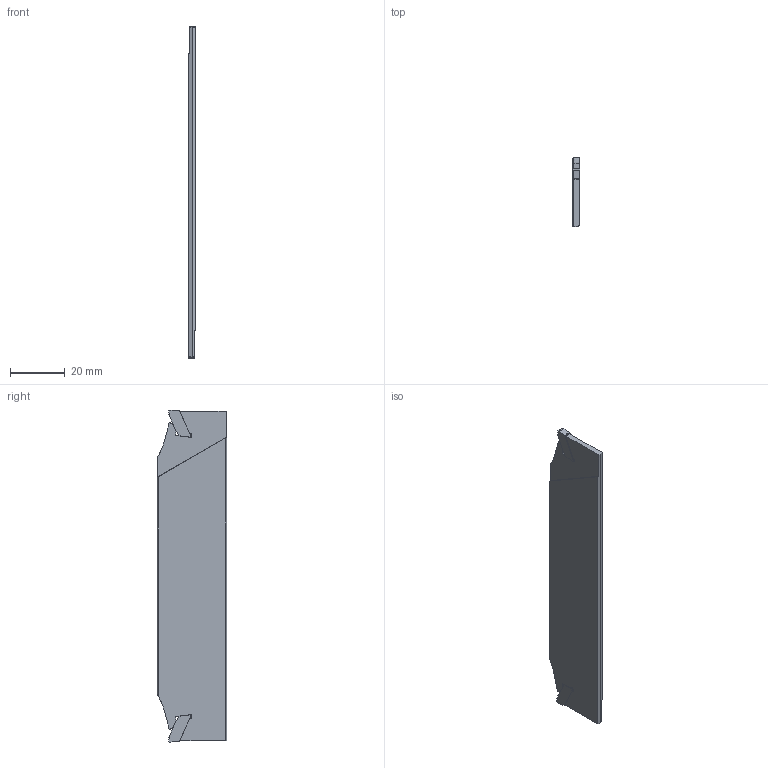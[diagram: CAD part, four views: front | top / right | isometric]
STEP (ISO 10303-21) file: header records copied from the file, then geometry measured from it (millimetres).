
FILE_DESCRIPTION(/* description */ (''),/* implementation_level */ '2;1');
FILE_NAME(/* name */ '150.10A-20-2.5.stp',/* time_stamp */ '2018-04-11T16:03:13+06:00',/* author */ (''),/* organization */ (''),/* preprocessor_version */ 'ST-DEVELOPER v16',/* originating_system */ 'SIEMENS PLM Software NX 11.0',/* authorisation */ '');
FILE_SCHEMA (('AUTOMOTIVE_DESIGN { 1 0 10303 214 3 1 1 1 }'));
Length unit declared in the file: millimetre
Products named in the file (1): 150.10A-20-2.5
Bounding box: 2.9 x 25.26 x 121.06 mm (x, y, z)
Volume: 6687.1 mm3; surface area: 6608.3 mm2
Topology: 3 solids, 3 shells, 100 faces, 270 edges, 176 vertices
Faces by surface type: plane 80, cylinder 14, cone 4, extrusion 2
Entity records: 3216 total; most frequent: CARTESIAN_POINT 593, ORIENTED_EDGE 540, DIRECTION 516, EDGE_CURVE 270, VECTOR 230, LINE 228, VERTEX_POINT 176, AXIS2_PLACEMENT_3D 143
